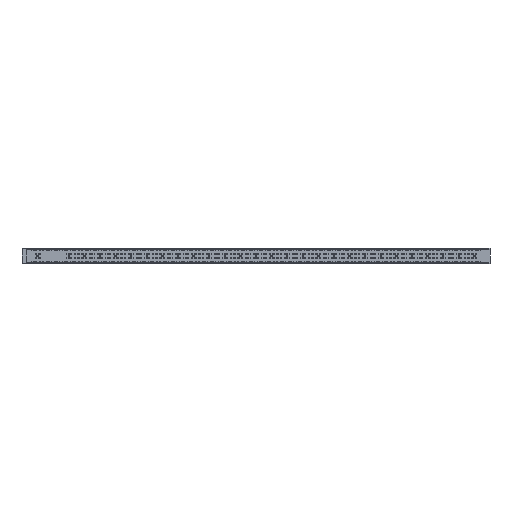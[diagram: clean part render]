
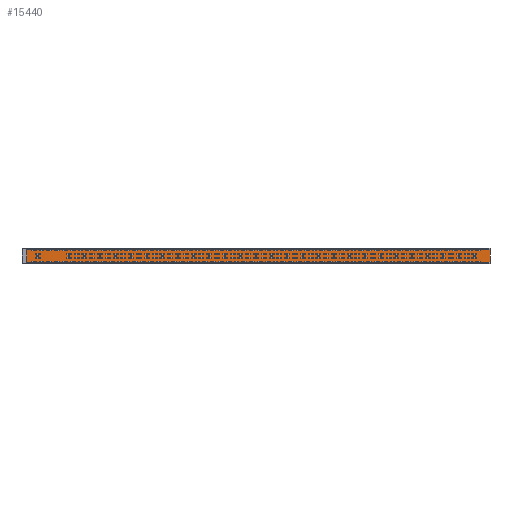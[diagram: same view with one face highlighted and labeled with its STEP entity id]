
A CAD part, top view. The second image highlights one B-rep face of the part: STEP entity #15440.
In plain terms, the highlighted planar face has unit normal (0, 0, 1).
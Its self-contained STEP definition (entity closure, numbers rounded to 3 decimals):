
#1939=FACE_OUTER_BOUND('',#2623,.T.);
#2623=EDGE_LOOP('',(#12122,#12123,#12124,#12125));
#4573=LINE('',#23268,#5844);
#4574=LINE('',#23270,#5845);
#4575=LINE('',#23272,#5846);
#4576=LINE('',#23273,#5847);
#5844=VECTOR('',#18105,1.);
#5845=VECTOR('',#18106,1.);
#5846=VECTOR('',#18107,1.);
#5847=VECTOR('',#18108,1.);
#7122=VERTEX_POINT('',#23266);
#7123=VERTEX_POINT('',#23267);
#7124=VERTEX_POINT('',#23269);
#7125=VERTEX_POINT('',#23271);
#9595=EDGE_CURVE('',#7122,#7123,#4573,.T.);
#9596=EDGE_CURVE('',#7122,#7124,#4574,.T.);
#9597=EDGE_CURVE('',#7124,#7125,#4575,.T.);
#9598=EDGE_CURVE('',#7125,#7123,#4576,.F.);
#12122=ORIENTED_EDGE('',*,*,#9595,.F.);
#12123=ORIENTED_EDGE('',*,*,#9596,.T.);
#12124=ORIENTED_EDGE('',*,*,#9597,.T.);
#12125=ORIENTED_EDGE('',*,*,#9598,.T.);
#14782=PLANE('',#16134);
#15440=ADVANCED_FACE('',(#1939),#14782,.T.);
#16134=AXIS2_PLACEMENT_3D('',#23265,#18103,#18104);
#18103=DIRECTION('center_axis',(0.,0.,1.));
#18104=DIRECTION('ref_axis',(1.,0.,0.));
#18105=DIRECTION('',(1.,0.,0.));
#18106=DIRECTION('',(0.,-1.,0.));
#18107=DIRECTION('',(1.,0.,0.));
#18108=DIRECTION('',(0.,-1.,0.));
#23265=CARTESIAN_POINT('Origin',(1536.765,27.404,-37.9));
#23266=CARTESIAN_POINT('',(52.365,74.804,-37.9));
#23267=CARTESIAN_POINT('',(3051.765,74.804,-37.9));
#23268=CARTESIAN_POINT('',(1551.765,74.804,-37.9));
#23269=CARTESIAN_POINT('',(52.365,-19.996,-37.9));
#23270=CARTESIAN_POINT('',(52.365,51.104,-37.9));
#23271=CARTESIAN_POINT('',(3051.765,-19.996,-37.9));
#23272=CARTESIAN_POINT('',(1551.765,-19.996,-37.9));
#23273=CARTESIAN_POINT('',(3051.765,27.404,-37.9));
